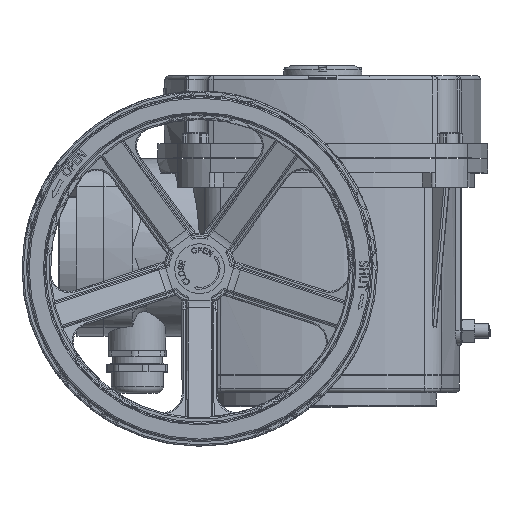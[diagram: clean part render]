
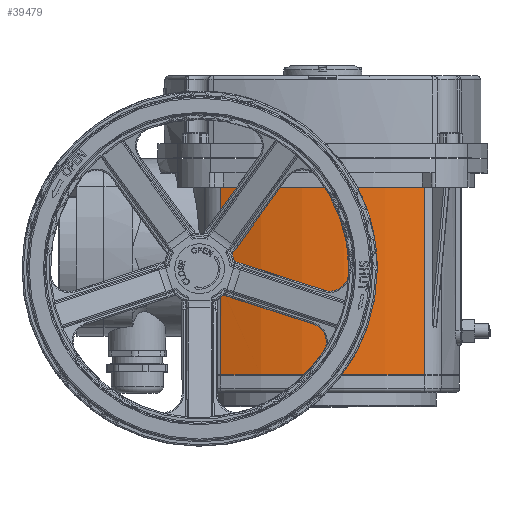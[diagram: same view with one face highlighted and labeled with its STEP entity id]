
A CAD part, top view. The second image highlights one B-rep face of the part: STEP entity #39479.
In plain terms, the highlighted cylindrical face has radius 200 mm (diameter 400 mm), a partial arc.
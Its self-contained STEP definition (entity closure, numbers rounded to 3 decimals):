
#912=B_SPLINE_CURVE_WITH_KNOTS('',3,(#58466,#58467,#58468,#58469,#58470,
#58471,#58472,#58473),.UNSPECIFIED.,.F.,.F.,(4,2,2,4),(0.,0.113,
0.225,0.268),.UNSPECIFIED.);
#913=B_SPLINE_CURVE_WITH_KNOTS('',3,(#58508,#58509,#58510,#58511,#58512,
#58513,#58514,#58515),.UNSPECIFIED.,.F.,.F.,(4,2,2,4),(1.609,
1.652,1.765,1.877),.UNSPECIFIED.);
#2232=CYLINDRICAL_SURFACE('',#42962,200.);
#4674=LINE('',#73404,#7016);
#4679=LINE('',#73493,#7021);
#4727=LINE('',#73804,#7069);
#4728=LINE('',#73806,#7070);
#7016=VECTOR('',#50321,10.);
#7021=VECTOR('',#50338,10.);
#7069=VECTOR('',#50652,10.);
#7070=VECTOR('',#50655,10.);
#9298=FACE_OUTER_BOUND('',#11653,.T.);
#11653=EDGE_LOOP('',(#30450,#30451,#30452,#30453,#30454,#30455,#30456,#30457));
#13221=CIRCLE('',#41448,200.);
#13960=CIRCLE('',#42955,200.);
#15445=VERTEX_POINT('',#58458);
#15446=VERTEX_POINT('',#58465);
#15459=VERTEX_POINT('',#58505);
#15460=VERTEX_POINT('',#58507);
#15505=VERTEX_POINT('',#58668);
#15506=VERTEX_POINT('',#58670);
#16958=VERTEX_POINT('',#73791);
#16959=VERTEX_POINT('',#73793);
#19298=EDGE_CURVE('',#15445,#15446,#912,.F.);
#19316=EDGE_CURVE('',#15460,#15459,#913,.T.);
#19368=EDGE_CURVE('',#15505,#15506,#13221,.T.);
#21537=EDGE_CURVE('',#15459,#15446,#4674,.T.);
#21552=EDGE_CURVE('',#15460,#15505,#4679,.T.);
#21663=EDGE_CURVE('',#16959,#16958,#13960,.T.);
#21668=EDGE_CURVE('',#16958,#15506,#4727,.T.);
#21669=EDGE_CURVE('',#16959,#15445,#4728,.T.);
#30450=ORIENTED_EDGE('',*,*,#21669,.F.);
#30451=ORIENTED_EDGE('',*,*,#21663,.T.);
#30452=ORIENTED_EDGE('',*,*,#21668,.T.);
#30453=ORIENTED_EDGE('',*,*,#19368,.F.);
#30454=ORIENTED_EDGE('',*,*,#21552,.F.);
#30455=ORIENTED_EDGE('',*,*,#19316,.T.);
#30456=ORIENTED_EDGE('',*,*,#21537,.T.);
#30457=ORIENTED_EDGE('',*,*,#19298,.F.);
#39479=ADVANCED_FACE('',(#9298),#2232,.T.);
#41448=AXIS2_PLACEMENT_3D('',#58671,#46575,#46576);
#42955=AXIS2_PLACEMENT_3D('',#73794,#50636,#50637);
#42962=AXIS2_PLACEMENT_3D('',#73805,#50653,#50654);
#46575=DIRECTION('center_axis',(0.,1.,0.));
#46576=DIRECTION('ref_axis',(-0.359,0.,0.933));
#50321=DIRECTION('',(0.,-1.,0.));
#50338=DIRECTION('',(0.,1.,0.));
#50636=DIRECTION('center_axis',(0.,1.,0.));
#50637=DIRECTION('ref_axis',(-0.359,0.,0.933));
#50652=DIRECTION('',(0.,1.,0.));
#50653=DIRECTION('center_axis',(0.,1.,0.));
#50654=DIRECTION('ref_axis',(-0.359,0.,0.933));
#50655=DIRECTION('',(0.,1.,0.));
#58458=CARTESIAN_POINT('',(-71.862,81.626,83.34));
#58465=CARTESIAN_POINT('',(-70.697,84.,83.785));
#58466=CARTESIAN_POINT('Ctrl Pts',(-70.697,84.,83.785));
#58467=CARTESIAN_POINT('Ctrl Pts',(-70.697,83.625,83.785));
#58468=CARTESIAN_POINT('Ctrl Pts',(-70.772,83.226,83.757));
#58469=CARTESIAN_POINT('Ctrl Pts',(-71.07,82.498,83.644));
#58470=CARTESIAN_POINT('Ctrl Pts',(-71.294,82.168,83.559));
#58471=CARTESIAN_POINT('Ctrl Pts',(-71.644,81.808,83.425));
#58472=CARTESIAN_POINT('Ctrl Pts',(-71.749,81.714,83.384));
#58473=CARTESIAN_POINT('Ctrl Pts',(-71.862,81.626,83.34));
#58505=CARTESIAN_POINT('',(-70.697,110.,83.785));
#58507=CARTESIAN_POINT('',(-71.862,112.374,83.34));
#58508=CARTESIAN_POINT('Ctrl Pts',(-71.862,112.374,83.34));
#58509=CARTESIAN_POINT('Ctrl Pts',(-71.749,112.286,83.384));
#58510=CARTESIAN_POINT('Ctrl Pts',(-71.644,112.192,83.425));
#58511=CARTESIAN_POINT('Ctrl Pts',(-71.294,111.832,83.559));
#58512=CARTESIAN_POINT('Ctrl Pts',(-71.07,111.502,83.644));
#58513=CARTESIAN_POINT('Ctrl Pts',(-70.772,110.774,83.757));
#58514=CARTESIAN_POINT('Ctrl Pts',(-70.697,110.375,83.785));
#58515=CARTESIAN_POINT('Ctrl Pts',(-70.697,110.,83.785));
#58668=CARTESIAN_POINT('',(-71.862,154.5,83.34));
#58670=CARTESIAN_POINT('',(71.862,154.5,83.34));
#58671=CARTESIAN_POINT('Origin',(0.,154.5,-103.303));
#73404=CARTESIAN_POINT('',(-70.697,22.5,83.785));
#73493=CARTESIAN_POINT('',(-71.862,22.5,83.34));
#73791=CARTESIAN_POINT('',(71.862,22.5,83.34));
#73793=CARTESIAN_POINT('',(-71.862,22.5,83.34));
#73794=CARTESIAN_POINT('Origin',(0.,22.5,-103.303));
#73804=CARTESIAN_POINT('',(71.862,22.5,83.34));
#73805=CARTESIAN_POINT('Origin',(0.,22.5,-103.303));
#73806=CARTESIAN_POINT('',(-71.862,22.5,83.34));
